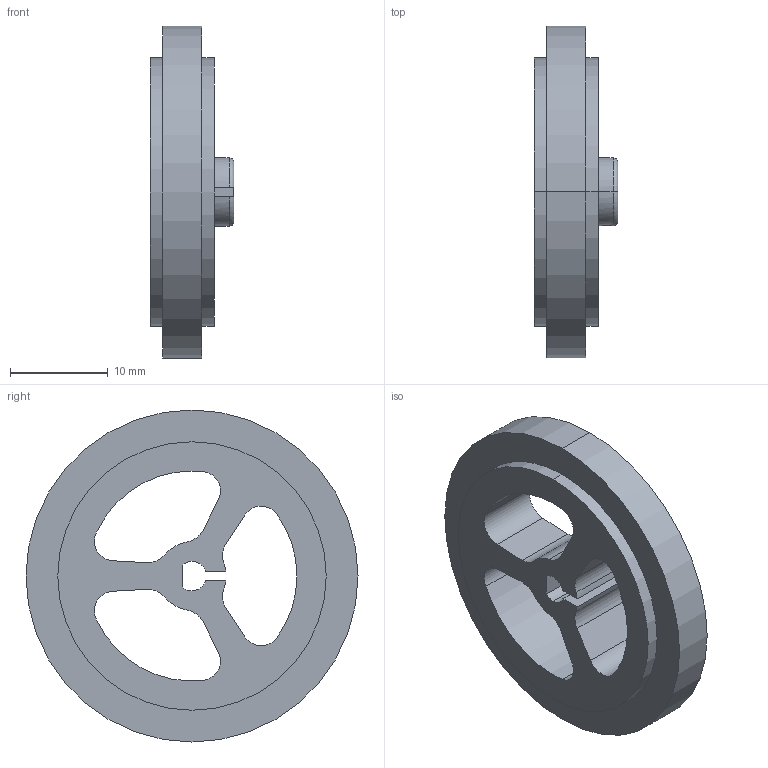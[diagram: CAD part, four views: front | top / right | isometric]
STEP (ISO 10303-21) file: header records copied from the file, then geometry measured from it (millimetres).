
FILE_DESCRIPTION (( 'STEP AP203' ), '1' );
FILE_NAME ('Wheel 34 mm.STEP', '2020-09-26T18:14:59', ( '' ), ( '' ), 'SwSTEP 2.0', 'SolidWorks 2019', '' );
FILE_SCHEMA (( 'CONFIG_CONTROL_DESIGN' ));
Length unit declared in the file: millimetre
Products named in the file (1): Wheel 34 mm
Bounding box: 8.6 x 34 x 34 mm (x, y, z)
Volume: 3545.3 mm3; surface area: 2786.2 mm2
Topology: 1 solids, 1 shells, 46 faces, 130 edges, 86 vertices
Faces by surface type: cylinder 29, plane 14, torus 3
Entity records: 1622 total; most frequent: DIRECTION 291, CARTESIAN_POINT 273, ORIENTED_EDGE 260, EDGE_CURVE 130, AXIS2_PLACEMENT_3D 116, VERTEX_POINT 86, CIRCLE 69, VECTOR 59
